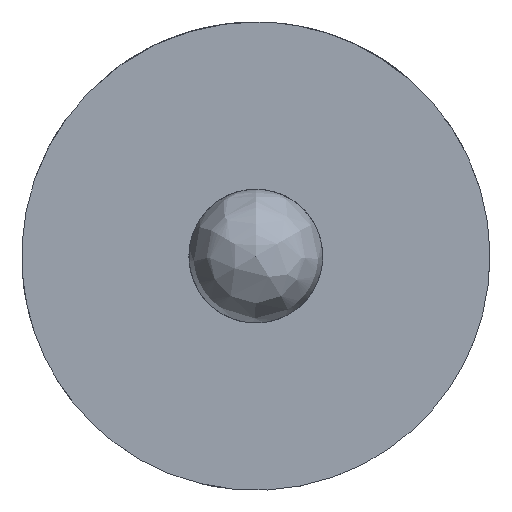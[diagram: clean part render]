
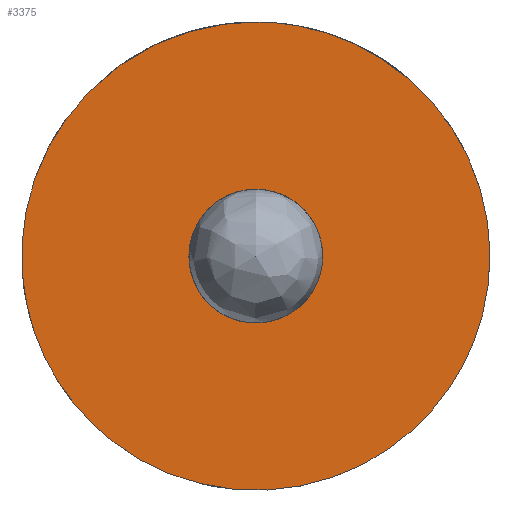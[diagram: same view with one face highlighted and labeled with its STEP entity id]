
A CAD part, front view. The second image highlights one B-rep face of the part: STEP entity #3375.
In plain terms, the highlighted free-form (B-spline) face has degree [1, 1] with [2, 2] control points.
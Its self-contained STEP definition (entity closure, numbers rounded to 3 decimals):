
#3317=CARTESIAN_POINT('V26',(0.,-4.5,
   0.5));
#3318=VERTEX_POINT('V26',#3317);
#3324=CARTESIAN_POINT('E38',(0.,-4.5,
   0.5));
#3325=CARTESIAN_POINT('E38',(-0.866,-4.5,
   0.5));
#3326=CARTESIAN_POINT('E38',(-0.433,-4.5,
   -0.25));
#3327=CARTESIAN_POINT('E38',(0.,-4.5,-1.0)
   );
#3328=CARTESIAN_POINT('E38',(0.433,-4.5,
   -0.25));
#3329=CARTESIAN_POINT('E38',(0.866,-4.5,
   0.5));
#3330=CARTESIAN_POINT('E38',(0.,-4.5,
   0.5));
#3338=(BOUNDED_CURVE()B_SPLINE_CURVE(2,(#3324,#3325,#3326,#3327,
   #3328,#3329,#3330),.CIRCULAR_ARC.,.T.,.U.)
   B_SPLINE_CURVE_WITH_KNOTS((3,2,2,3),(0.0,0.333,
   0.667,1.0),.UNSPECIFIED.)CURVE()
   GEOMETRIC_REPRESENTATION_ITEM()RATIONAL_B_SPLINE_CURVE((1.0,
   0.5,1.0,0.5,1.0,0.5,1.0)
   )REPRESENTATION_ITEM('E38'));
#3339=EDGE_CURVE('E38',#3318,#3318,#3338,.T.);
#3346=CARTESIAN_POINT('F11',(1.925,-4.5,
   1.925));
#3347=CARTESIAN_POINT('F11',(-1.925,-4.5,
   1.925));
#3348=CARTESIAN_POINT('F11',(1.925,-4.5,
   -1.925));
#3349=CARTESIAN_POINT('F11',(-1.925,-4.5,
   -1.925));
#3350=QUASI_UNIFORM_SURFACE('F11',1,1,((#3346,#3348),(#3347,#3349))
,.PLANE_SURF.,.F.,.F.,.U.);
#3351=CARTESIAN_POINT('V25',(0.,-4.5,
   1.75));
#3352=VERTEX_POINT('V25',#3351);
#3353=CARTESIAN_POINT('E37',(0.,-4.5,
   1.75));
#3354=CARTESIAN_POINT('E37',(-3.031,-4.5,
   1.75));
#3355=CARTESIAN_POINT('E37',(-1.516,-4.5,
   -0.875));
#3356=CARTESIAN_POINT('E37',(0.,-4.5,
   -3.5));
#3357=CARTESIAN_POINT('E37',(1.516,-4.5,
   -0.875));
#3358=CARTESIAN_POINT('E37',(3.031,-4.5,
   1.75));
#3359=CARTESIAN_POINT('E37',(0.,-4.5,
   1.75));
#3367=(BOUNDED_CURVE()B_SPLINE_CURVE(2,(#3353,#3354,#3355,#3356,
   #3357,#3358,#3359),.CIRCULAR_ARC.,.T.,.U.)
   B_SPLINE_CURVE_WITH_KNOTS((3,2,2,3),(0.0,0.333,
   0.667,1.0),.UNSPECIFIED.)CURVE()
   GEOMETRIC_REPRESENTATION_ITEM()RATIONAL_B_SPLINE_CURVE((1.0,
   0.5,1.0,0.5,1.0,0.5,1.0)
   )REPRESENTATION_ITEM('E37'));
#3368=EDGE_CURVE('E37',#3352,#3352,#3367,.T.);
#3369=ORIENTED_EDGE('E37',*,*,#3368,.T.);
#3370=EDGE_LOOP('F11',(#3369));
#3371=FACE_OUTER_BOUND('F11',#3370,.T.);
#3372=ORIENTED_EDGE('E38',*,*,#3339,.F.);
#3373=EDGE_LOOP('F11',(#3372));
#3374=FACE_BOUND('F11',#3373,.T.);
#3375=ADVANCED_FACE('F11',(#3371,#3374),#3350,.T.);
